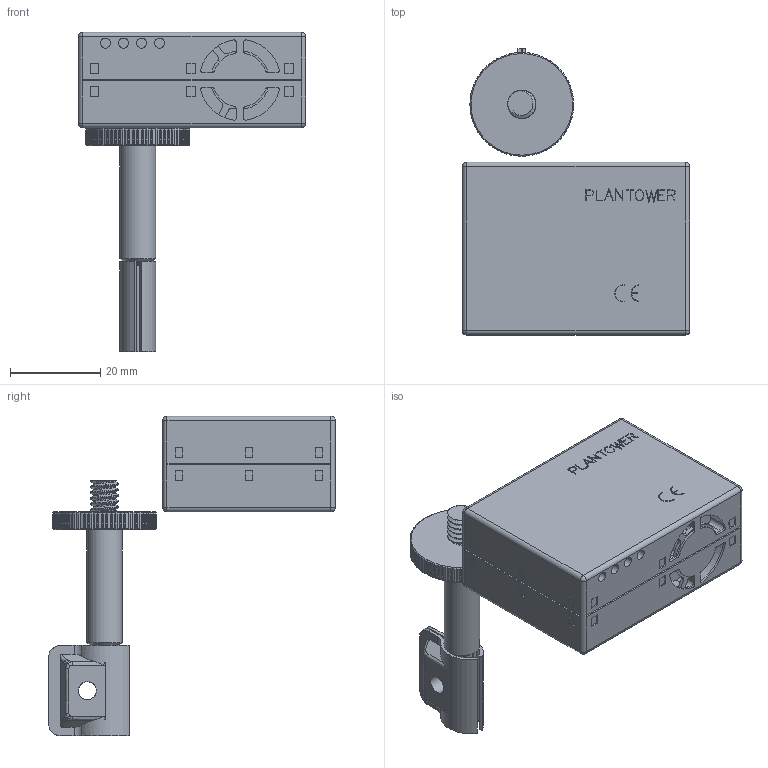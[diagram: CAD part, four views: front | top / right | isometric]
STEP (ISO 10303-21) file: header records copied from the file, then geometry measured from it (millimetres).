
FILE_DESCRIPTION(/* description */ (''),/* implementation_level */ '2;1');
FILE_NAME(/* name */ 'Student Template.step',/* time_stamp */ '2024-01-29T14:38:27-07:00',/* author */ (''),/* organization */ (''),/* preprocessor_version */ 'ST-DEVELOPER v20',/* originating_system */ 'Autodesk Translation Framework v12.14.0.127',/* authorisation */ '');
FILE_SCHEMA (('AUTOMOTIVE_DESIGN { 1 0 10303 214 3 1 1 }'));
Length unit declared in the file: millimetre
Products named in the file (5): Student Template; Plantonic PM2.5 Sensor v4; Mount; Threaded Mount v1; Lock Disk v2
Assembly tree (4 placements, depth 3):
  Student Template
    Plantonic PM2.5 Sensor v4
    Mount
      Threaded Mount v1
      Lock Disk v2
Bounding box: 50.35 x 63.52 x 70.77 mm (x, y, z)
Volume: 44145.3 mm3; surface area: 14075.2 mm2
Topology: 15 solids, 15 shells, 880 faces, 2346 edges, 1551 vertices
Faces by surface type: plane 628, cylinder 197, bspline 44, sphere 8, cone 3
Full cylindrical faces by diameter (mm): 2 x4, 2.23 x4, 4 x2, 4.839 x4, 5.116 x1, 6.248 x6, 6.35 x1, 6.5 x1, 6.8 x1, 7.9 x1
Entity records: 32217 total; most frequent: CARTESIAN_POINT 10994, ORIENTED_EDGE 4692, DIRECTION 3925, EDGE_CURVE 2346, VERTEX_POINT 1551, LINE 1489, VECTOR 1489, AXIS2_PLACEMENT_3D 1218
